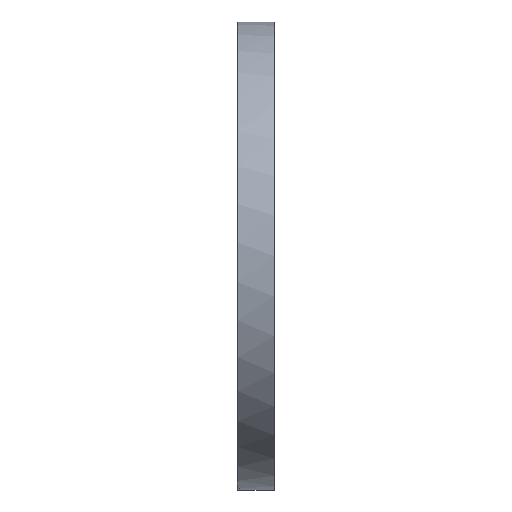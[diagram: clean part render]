
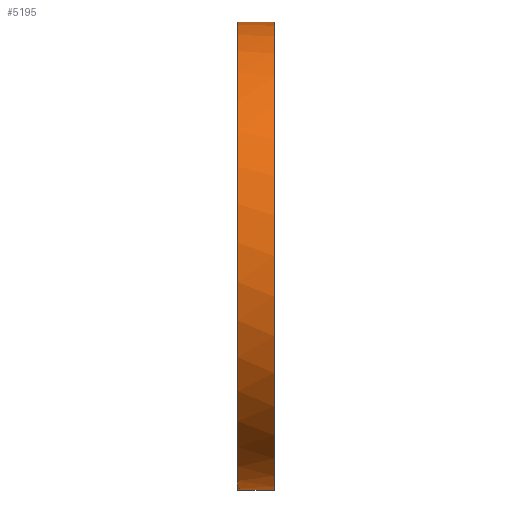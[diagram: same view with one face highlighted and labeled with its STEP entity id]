
A CAD part, left-side view. The second image highlights one B-rep face of the part: STEP entity #5195.
In plain terms, the highlighted cylindrical face has radius 177.8 mm (diameter 355.6 mm), a partial arc.
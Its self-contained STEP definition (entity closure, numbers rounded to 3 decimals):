
#109 = DIRECTION ( 'NONE',  ( 0., -1., 0. ) ) ;
#132 = VERTEX_POINT ( 'NONE', #2790 ) ;
#216 = CARTESIAN_POINT ( 'NONE',  ( 0., 27.1, 0. ) ) ;
#314 = ORIENTED_EDGE ( 'NONE', *, *, #5736, .T. ) ;
#343 = DIRECTION ( 'NONE',  ( 0., -1., 0. ) ) ;
#471 = AXIS2_PLACEMENT_3D ( 'NONE', #3981, #1683, #758 ) ;
#476 = CIRCLE ( 'NONE', #2917, 177.8 ) ;
#657 = CARTESIAN_POINT ( 'NONE',  ( -20.076, -20.091, -176.663 ) ) ;
#686 = DIRECTION ( 'NONE',  ( 0., 0., 1. ) ) ;
#720 = DIRECTION ( 'NONE',  ( 0., -1., 0. ) ) ;
#746 = VECTOR ( 'NONE', #3392, 1000. ) ;
#758 = DIRECTION ( 'NONE',  ( 0., 0., -1. ) ) ;
#941 = ORIENTED_EDGE ( 'NONE', *, *, #1075, .T. ) ;
#1075 = EDGE_CURVE ( 'NONE', #4118, #4988, #476, .T. ) ;
#1176 = EDGE_CURVE ( 'NONE', #2295, #2659, #4635, .T. ) ;
#1258 = AXIS2_PLACEMENT_3D ( 'NONE', #216, #3424, #686 ) ;
#1346 = VECTOR ( 'NONE', #109, 1000. ) ;
#1445 = CARTESIAN_POINT ( 'NONE',  ( 0., -20.091, -177.8 ) ) ;
#1493 = VERTEX_POINT ( 'NONE', #5067 ) ;
#1522 = EDGE_LOOP ( 'NONE', ( #4342, #941, #5363, #1728, #5540, #4413, #314, #3830 ) ) ;
#1572 = CYLINDRICAL_SURFACE ( 'NONE', #471, 177.8 ) ;
#1652 = CARTESIAN_POINT ( 'NONE',  ( 0., -20.091, 177.8 ) ) ;
#1683 = DIRECTION ( 'NONE',  ( 0., -1., 0. ) ) ;
#1704 = FACE_OUTER_BOUND ( 'NONE', #1522, .T. ) ;
#1728 = ORIENTED_EDGE ( 'NONE', *, *, #2006, .F. ) ;
#1783 = AXIS2_PLACEMENT_3D ( 'NONE', #2062, #5244, #2507 ) ;
#1787 = DIRECTION ( 'NONE',  ( 0., 1., 0. ) ) ;
#1827 = VERTEX_POINT ( 'NONE', #3235 ) ;
#1897 = CARTESIAN_POINT ( 'NONE',  ( -20.076, 27.9, -176.663 ) ) ;
#1981 = LINE ( 'NONE', #657, #746 ) ;
#2001 = CARTESIAN_POINT ( 'NONE',  ( 0., 27.9, 0. ) ) ;
#2006 = EDGE_CURVE ( 'NONE', #2295, #1493, #5900, .T. ) ;
#2062 = CARTESIAN_POINT ( 'NONE',  ( 0., 0.5, 0. ) ) ;
#2092 = EDGE_CURVE ( 'NONE', #4118, #1827, #4409, .T. ) ;
#2212 = AXIS2_PLACEMENT_3D ( 'NONE', #2001, #5188, #2457 ) ;
#2295 = VERTEX_POINT ( 'NONE', #5025 ) ;
#2370 = CIRCLE ( 'NONE', #2212, 177.8 ) ;
#2457 = DIRECTION ( 'NONE',  ( 0., 0., -1. ) ) ;
#2507 = DIRECTION ( 'NONE',  ( 0., 0., 1. ) ) ;
#2659 = VERTEX_POINT ( 'NONE', #5242 ) ;
#2790 = CARTESIAN_POINT ( 'NONE',  ( 0., 0.5, -177.8 ) ) ;
#2917 = AXIS2_PLACEMENT_3D ( 'NONE', #3079, #343, #3549 ) ;
#3030 = VECTOR ( 'NONE', #720, 1000. ) ;
#3079 = CARTESIAN_POINT ( 'NONE',  ( 0., 27.9, 0. ) ) ;
#3235 = CARTESIAN_POINT ( 'NONE',  ( 0., 0.5, 177.8 ) ) ;
#3392 = DIRECTION ( 'NONE',  ( 0., -1., 0. ) ) ;
#3424 = DIRECTION ( 'NONE',  ( 0., 1., 0. ) ) ;
#3549 = DIRECTION ( 'NONE',  ( 0., 0., -1. ) ) ;
#3748 = CARTESIAN_POINT ( 'NONE',  ( 0., 27.9, 177.8 ) ) ;
#3803 = LINE ( 'NONE', #1445, #1346 ) ;
#3830 = ORIENTED_EDGE ( 'NONE', *, *, #4238, .T. ) ;
#3981 = CARTESIAN_POINT ( 'NONE',  ( 0., -20.091, 0. ) ) ;
#4118 = VERTEX_POINT ( 'NONE', #3748 ) ;
#4238 = EDGE_CURVE ( 'NONE', #132, #1827, #4621, .T. ) ;
#4342 = ORIENTED_EDGE ( 'NONE', *, *, #2092, .F. ) ;
#4385 = EDGE_CURVE ( 'NONE', #4988, #1493, #1981, .T. ) ;
#4409 = LINE ( 'NONE', #1652, #3030 ) ;
#4413 = ORIENTED_EDGE ( 'NONE', *, *, #4909, .T. ) ;
#4536 = CARTESIAN_POINT ( 'NONE',  ( -17.093, -20.091, -176.976 ) ) ;
#4621 = CIRCLE ( 'NONE', #1783, 177.8 ) ;
#4635 = LINE ( 'NONE', #4536, #5848 ) ;
#4659 = CARTESIAN_POINT ( 'NONE',  ( 0., 27.9, -177.8 ) ) ;
#4909 = EDGE_CURVE ( 'NONE', #2659, #5703, #2370, .T. ) ;
#4988 = VERTEX_POINT ( 'NONE', #1897 ) ;
#5025 = CARTESIAN_POINT ( 'NONE',  ( -17.093, 27.1, -176.976 ) ) ;
#5067 = CARTESIAN_POINT ( 'NONE',  ( -20.076, 27.1, -176.663 ) ) ;
#5188 = DIRECTION ( 'NONE',  ( 0., -1., 0. ) ) ;
#5195 = ADVANCED_FACE ( 'NONE', ( #1704 ), #1572, .T. ) ;
#5242 = CARTESIAN_POINT ( 'NONE',  ( -17.093, 27.9, -176.976 ) ) ;
#5244 = DIRECTION ( 'NONE',  ( 0., 1., 0. ) ) ;
#5363 = ORIENTED_EDGE ( 'NONE', *, *, #4385, .T. ) ;
#5540 = ORIENTED_EDGE ( 'NONE', *, *, #1176, .T. ) ;
#5703 = VERTEX_POINT ( 'NONE', #4659 ) ;
#5736 = EDGE_CURVE ( 'NONE', #5703, #132, #3803, .T. ) ;
#5848 = VECTOR ( 'NONE', #1787, 1000. ) ;
#5900 = CIRCLE ( 'NONE', #1258, 177.8 ) ;
